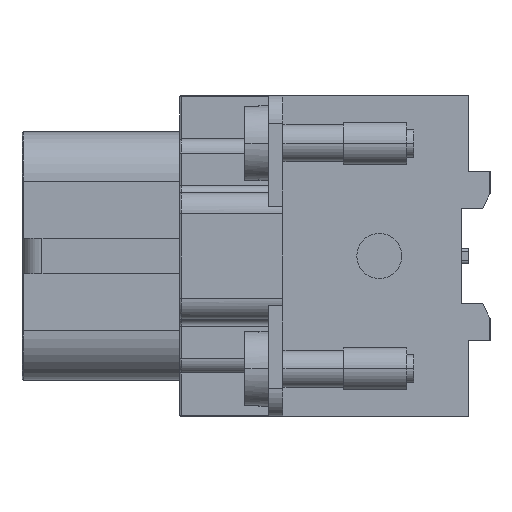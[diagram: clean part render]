
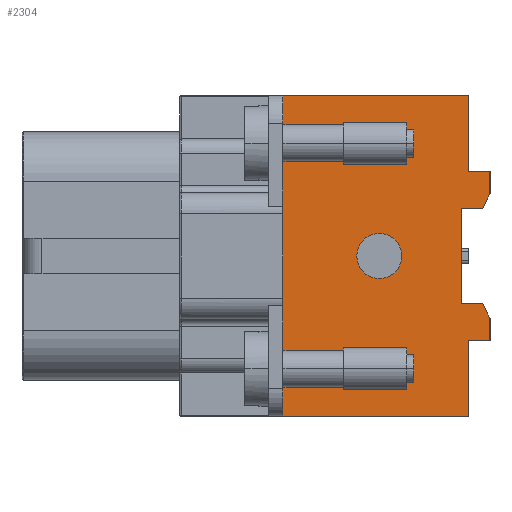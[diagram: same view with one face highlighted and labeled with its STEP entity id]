
A CAD part, left-side view. The second image highlights one B-rep face of the part: STEP entity #2304.
In plain terms, the highlighted planar face has unit normal (-1, 0, 0).
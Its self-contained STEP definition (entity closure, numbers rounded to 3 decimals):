
#2304=ADVANCED_FACE('3746',(#11831,#11832),#4023,.F.);
#4023=PLANE('',#31586);
#5441=LINE('',#43330,#8622);
#5459=LINE('',#43385,#8640);
#5476=LINE('',#43462,#8657);
#5502=LINE('',#43553,#8683);
#5503=LINE('',#43555,#8684);
#5504=LINE('',#43557,#8685);
#5505=LINE('',#43559,#8686);
#5506=LINE('',#43561,#8687);
#5507=LINE('',#43563,#8688);
#5508=LINE('',#43565,#8689);
#5509=LINE('',#43567,#8690);
#5510=LINE('',#43569,#8691);
#5511=LINE('',#43571,#8692);
#5512=LINE('',#43573,#8693);
#8622=VECTOR('',#34412,1.);
#8640=VECTOR('',#34440,1.);
#8657=VECTOR('',#34499,1.);
#8683=VECTOR('',#34575,1.);
#8684=VECTOR('',#34576,1.);
#8685=VECTOR('',#34577,1.);
#8686=VECTOR('',#34578,1.);
#8687=VECTOR('',#34579,1.);
#8688=VECTOR('',#34580,1.);
#8689=VECTOR('',#34581,1.);
#8690=VECTOR('',#34582,1.);
#8691=VECTOR('',#34583,1.);
#8692=VECTOR('',#34584,1.);
#8693=VECTOR('',#34585,1.);
#11831=FACE_BOUND('',#11978,.T.);
#11832=FACE_BOUND('',#11979,.T.);
#11978=EDGE_LOOP('',(#13890,#13891,#13892,#13893,#13894,#13895,#13896,#13897,
#13898,#13899,#13900,#13901,#13902,#13903));
#11979=EDGE_LOOP('',(#13904));
#13890=ORIENTED_EDGE('',*,*,#25886,.T.);
#13891=ORIENTED_EDGE('',*,*,#25849,.F.);
#13892=ORIENTED_EDGE('',*,*,#25825,.F.);
#13893=ORIENTED_EDGE('',*,*,#25931,.F.);
#13894=ORIENTED_EDGE('',*,*,#25932,.T.);
#13895=ORIENTED_EDGE('',*,*,#25933,.F.);
#13896=ORIENTED_EDGE('',*,*,#25934,.T.);
#13897=ORIENTED_EDGE('',*,*,#25935,.T.);
#13898=ORIENTED_EDGE('',*,*,#25936,.F.);
#13899=ORIENTED_EDGE('',*,*,#25937,.T.);
#13900=ORIENTED_EDGE('',*,*,#25938,.T.);
#13901=ORIENTED_EDGE('',*,*,#25939,.F.);
#13902=ORIENTED_EDGE('',*,*,#25940,.T.);
#13903=ORIENTED_EDGE('',*,*,#25941,.T.);
#13904=ORIENTED_EDGE('',*,*,#25942,.T.);
#22890=VERTEX_POINT('',#43331);
#22891=VERTEX_POINT('',#43332);
#22914=VERTEX_POINT('',#43386);
#22949=VERTEX_POINT('',#43463);
#22985=VERTEX_POINT('',#43554);
#22986=VERTEX_POINT('',#43556);
#22987=VERTEX_POINT('',#43558);
#22988=VERTEX_POINT('',#43560);
#22989=VERTEX_POINT('',#43562);
#22990=VERTEX_POINT('',#43564);
#22991=VERTEX_POINT('',#43566);
#22992=VERTEX_POINT('',#43568);
#22993=VERTEX_POINT('',#43570);
#22994=VERTEX_POINT('',#43572);
#22995=VERTEX_POINT('',#43575);
#25825=EDGE_CURVE('',#22890,#22891,#5441,.T.);
#25849=EDGE_CURVE('',#22891,#22914,#5459,.T.);
#25886=EDGE_CURVE('',#22949,#22914,#5476,.T.);
#25931=EDGE_CURVE('',#22985,#22890,#5502,.T.);
#25932=EDGE_CURVE('9306',#22985,#22986,#5503,.T.);
#25933=EDGE_CURVE('9327',#22987,#22986,#5504,.T.);
#25934=EDGE_CURVE('9312',#22987,#22988,#5505,.T.);
#25935=EDGE_CURVE('9897',#22988,#22989,#5506,.T.);
#25936=EDGE_CURVE('',#22990,#22989,#5507,.T.);
#25937=EDGE_CURVE('',#22990,#22991,#5508,.T.);
#25938=EDGE_CURVE('',#22991,#22992,#5509,.T.);
#25939=EDGE_CURVE('',#22993,#22992,#5510,.T.);
#25940=EDGE_CURVE('',#22993,#22994,#5511,.T.);
#25941=EDGE_CURVE('',#22994,#22949,#5512,.T.);
#25942=EDGE_CURVE('',#22995,#22995,#30427,.T.);
#30427=CIRCLE('',#31585,1.6);
#31585=AXIS2_PLACEMENT_3D('',#43574,#34586,#34587);
#31586=AXIS2_PLACEMENT_3D('',#43576,#34588,#34589);
#34412=DIRECTION('',(0.,1.,0.));
#34440=DIRECTION('',(0.,0.,1.));
#34499=DIRECTION('',(0.,1.,0.));
#34575=DIRECTION('',(0.,0.,-1.));
#34576=DIRECTION('',(0.,-1.,0.));
#34577=DIRECTION('',(0.,0.,-1.));
#34578=DIRECTION('',(0.,0.447,0.894));
#34579=DIRECTION('',(0.,1.,0.));
#34580=DIRECTION('',(0.,0.,-1.));
#34581=DIRECTION('',(0.,-1.,0.));
#34582=DIRECTION('',(0.,-0.447,0.894));
#34583=DIRECTION('',(0.,0.,-1.));
#34584=DIRECTION('',(0.,1.,0.));
#34585=DIRECTION('',(0.,0.,1.));
#34586=DIRECTION('',(1.,0.,0.));
#34587=DIRECTION('',(0.,0.,1.));
#34588=DIRECTION('',(1.,0.,0.));
#34589=DIRECTION('',(0.,0.,-1.));
#43330=CARTESIAN_POINT('',(-28.,-20.,-11.4));
#43331=CARTESIAN_POINT('',(-28.,-20.5,-11.4));
#43332=CARTESIAN_POINT('',(-28.,-7.3,-11.4));
#43385=CARTESIAN_POINT('',(-28.,-7.3,11.4));
#43386=CARTESIAN_POINT('',(-28.,-7.3,11.4));
#43462=CARTESIAN_POINT('',(-28.,-6.3,11.4));
#43463=CARTESIAN_POINT('',(-28.,-20.5,11.4));
#43553=CARTESIAN_POINT('',(-28.,-20.5,11.4));
#43554=CARTESIAN_POINT('',(-28.,-20.5,-6.));
#43555=CARTESIAN_POINT('',(-28.,-20.3,-6.));
#43556=CARTESIAN_POINT('',(-28.,-22.,-6.));
#43557=CARTESIAN_POINT('',(-28.,-22.,-4.4));
#43558=CARTESIAN_POINT('',(-28.,-22.,-4.4));
#43559=CARTESIAN_POINT('',(-28.,-22.,-4.4));
#43560=CARTESIAN_POINT('',(-28.,-21.5,-3.4));
#43561=CARTESIAN_POINT('',(-28.,-21.5,-3.4));
#43562=CARTESIAN_POINT('',(-28.,-20.,-3.4));
#43563=CARTESIAN_POINT('',(-28.,-20.,11.4));
#43564=CARTESIAN_POINT('',(-28.,-20.,3.4));
#43565=CARTESIAN_POINT('',(-28.,-17.,3.4));
#43566=CARTESIAN_POINT('',(-28.,-21.5,3.4));
#43567=CARTESIAN_POINT('',(-28.,-21.5,3.4));
#43568=CARTESIAN_POINT('',(-28.,-22.,4.4));
#43569=CARTESIAN_POINT('',(-28.,-22.,6.));
#43570=CARTESIAN_POINT('',(-28.,-22.,6.));
#43571=CARTESIAN_POINT('',(-28.,-22.,6.));
#43572=CARTESIAN_POINT('',(-28.,-20.5,6.));
#43573=CARTESIAN_POINT('',(-28.,-20.5,0.));
#43574=CARTESIAN_POINT('',(-28.,-14.15,0.));
#43575=CARTESIAN_POINT('',(-28.,-14.15,1.6));
#43576=CARTESIAN_POINT('',(-28.,-20.,11.4));
